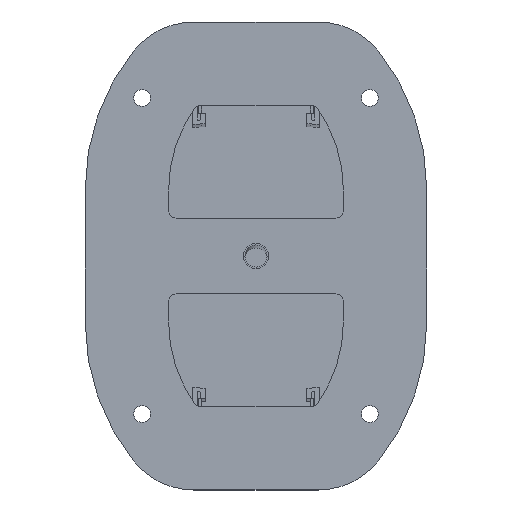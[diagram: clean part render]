
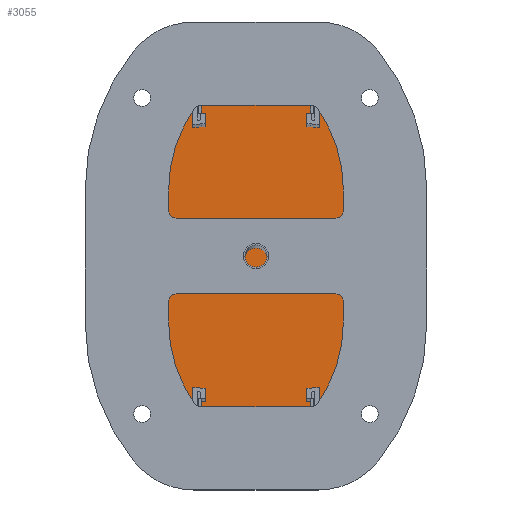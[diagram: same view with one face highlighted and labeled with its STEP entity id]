
A CAD part, top view. The second image highlights one B-rep face of the part: STEP entity #3055.
In plain terms, the highlighted planar face has unit normal (0, 0, 1).
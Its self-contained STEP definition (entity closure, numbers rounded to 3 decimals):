
#121 = DIRECTION ( 'NONE',  ( -1., 0., 0. ) ) ;
#125 = DIRECTION ( 'NONE',  ( 0., 0., 1. ) ) ;
#132 = CARTESIAN_POINT ( 'NONE',  ( -62., -24.595, 3. ) ) ;
#218 = LINE ( 'NONE', #647, #1137 ) ;
#221 = ORIENTED_EDGE ( 'NONE', *, *, #3172, .T. ) ;
#228 = EDGE_CURVE ( 'NONE', #3507, #1028, #3203, .T. ) ;
#338 = VERTEX_POINT ( 'NONE', #2460 ) ;
#359 = VERTEX_POINT ( 'NONE', #3260 ) ;
#441 = DIRECTION ( 'NONE',  ( -1., 0., 0. ) ) ;
#548 = CARTESIAN_POINT ( 'NONE',  ( -26.5, 40.25, 3. ) ) ;
#552 = EDGE_CURVE ( 'NONE', #1028, #1381, #218, .T. ) ;
#602 = ORIENTED_EDGE ( 'NONE', *, *, #3555, .T. ) ;
#647 = CARTESIAN_POINT ( 'NONE',  ( -65.25, 24.595, 3. ) ) ;
#658 = DIRECTION ( 'NONE',  ( 0., -1., 0. ) ) ;
#711 = CARTESIAN_POINT ( 'NONE',  ( -26.5, -40.25, 3. ) ) ;
#722 = ORIENTED_EDGE ( 'NONE', *, *, #4668, .T. ) ;
#734 = EDGE_CURVE ( 'NONE', #1381, #1863, #1321, .T. ) ;
#864 = VERTEX_POINT ( 'NONE', #2300 ) ;
#888 = CARTESIAN_POINT ( 'NONE',  ( 26.5, -20., 3. ) ) ;
#1028 = VERTEX_POINT ( 'NONE', #4002 ) ;
#1099 = DIRECTION ( 'NONE',  ( 0., 0., 1. ) ) ;
#1128 = VERTEX_POINT ( 'NONE', #4395 ) ;
#1137 = VECTOR ( 'NONE', #658, 1000. ) ;
#1171 = VECTOR ( 'NONE', #4710, 1000. ) ;
#1203 = VECTOR ( 'NONE', #441, 1000. ) ;
#1244 = DIRECTION ( 'NONE',  ( 0., 0., -1. ) ) ;
#1247 = DIRECTION ( 'NONE',  ( 0., 0., 1. ) ) ;
#1290 = CARTESIAN_POINT ( 'NONE',  ( 26.5, 20., 3. ) ) ;
#1321 = CIRCLE ( 'NONE', #3884, 3.25 ) ;
#1338 = LINE ( 'NONE', #711, #1171 ) ;
#1381 = VERTEX_POINT ( 'NONE', #2085 ) ;
#1386 = EDGE_CURVE ( 'NONE', #1478, #338, #2617, .T. ) ;
#1478 = VERTEX_POINT ( 'NONE', #4257 ) ;
#1575 = AXIS2_PLACEMENT_3D ( 'NONE', #1694, #3036, #3030 ) ;
#1636 = PLANE ( 'NONE',  #4330 ) ;
#1644 = ORIENTED_EDGE ( 'NONE', *, *, #4545, .T. ) ;
#1673 = DIRECTION ( 'NONE',  ( 1., 0., 0. ) ) ;
#1694 = CARTESIAN_POINT ( 'NONE',  ( -62., 24.595, 3. ) ) ;
#1863 = VERTEX_POINT ( 'NONE', #2520 ) ;
#1935 = DIRECTION ( 'NONE',  ( 0., 1., 0. ) ) ;
#1938 = CIRCLE ( 'NONE', #2500, 3.25 ) ;
#2060 = VERTEX_POINT ( 'NONE', #3333 ) ;
#2085 = CARTESIAN_POINT ( 'NONE',  ( -65.25, -24.595, 3. ) ) ;
#2104 = DIRECTION ( 'NONE',  ( 0., 0., 1. ) ) ;
#2144 = LINE ( 'NONE', #3723, #4630 ) ;
#2300 = CARTESIAN_POINT ( 'NONE',  ( 65.25, 24.595, 3. ) ) ;
#2349 = CARTESIAN_POINT ( 'NONE',  ( 62., -24.595, 3. ) ) ;
#2460 = CARTESIAN_POINT ( 'NONE',  ( 64.024, -27.138, 3. ) ) ;
#2500 = AXIS2_PLACEMENT_3D ( 'NONE', #2349, #3756, #3883 ) ;
#2505 = EDGE_LOOP ( 'NONE', ( #3718, #722, #221, #3267, #3886, #4073, #1644, #602, #3239, #4397, #3019, #2631 ) ) ;
#2520 = CARTESIAN_POINT ( 'NONE',  ( -64.024, -27.138, 3. ) ) ;
#2526 = CIRCLE ( 'NONE', #4696, 60.25 ) ;
#2540 = CIRCLE ( 'NONE', #3133, 3.25 ) ;
#2617 = CIRCLE ( 'NONE', #3368, 60.25 ) ;
#2631 = ORIENTED_EDGE ( 'NONE', *, *, #3751, .T. ) ;
#2704 = AXIS2_PLACEMENT_3D ( 'NONE', #4692, #4676, #4664 ) ;
#2839 = DIRECTION ( 'NONE',  ( -1., 0., 0. ) ) ;
#3019 = ORIENTED_EDGE ( 'NONE', *, *, #4090, .T. ) ;
#3030 = DIRECTION ( 'NONE',  ( 1., 0., 0. ) ) ;
#3036 = DIRECTION ( 'NONE',  ( 0., 0., 1. ) ) ;
#3055 = ADVANCED_FACE ( 'NONE', ( #4022 ), #1636, .F. ) ;
#3133 = AXIS2_PLACEMENT_3D ( 'NONE', #3520, #1247, #3860 ) ;
#3172 = EDGE_CURVE ( 'NONE', #359, #3507, #3961, .T. ) ;
#3203 = CIRCLE ( 'NONE', #1575, 3.25 ) ;
#3239 = ORIENTED_EDGE ( 'NONE', *, *, #1386, .T. ) ;
#3260 = CARTESIAN_POINT ( 'NONE',  ( -26.5, 40.25, 3. ) ) ;
#3267 = ORIENTED_EDGE ( 'NONE', *, *, #228, .T. ) ;
#3333 = CARTESIAN_POINT ( 'NONE',  ( -26.5, -40.25, 3. ) ) ;
#3355 = CARTESIAN_POINT ( 'NONE',  ( -64.024, 27.138, 3. ) ) ;
#3368 = AXIS2_PLACEMENT_3D ( 'NONE', #1290, #3890, #1673 ) ;
#3391 = EDGE_CURVE ( 'NONE', #3534, #1128, #2526, .T. ) ;
#3392 = CARTESIAN_POINT ( 'NONE',  ( -26.5, -20., 3. ) ) ;
#3501 = CIRCLE ( 'NONE', #2704, 60.25 ) ;
#3507 = VERTEX_POINT ( 'NONE', #3355 ) ;
#3520 = CARTESIAN_POINT ( 'NONE',  ( 62., 24.595, 3. ) ) ;
#3534 = VERTEX_POINT ( 'NONE', #4044 ) ;
#3555 = EDGE_CURVE ( 'NONE', #2060, #1478, #1338, .T. ) ;
#3717 = DIRECTION ( 'NONE',  ( 1., 0., 0. ) ) ;
#3718 = ORIENTED_EDGE ( 'NONE', *, *, #3391, .T. ) ;
#3723 = CARTESIAN_POINT ( 'NONE',  ( 65.25, 24.595, 3. ) ) ;
#3751 = EDGE_CURVE ( 'NONE', #864, #3534, #2540, .T. ) ;
#3756 = DIRECTION ( 'NONE',  ( 0., 0., 1. ) ) ;
#3833 = EDGE_CURVE ( 'NONE', #338, #4635, #1938, .T. ) ;
#3860 = DIRECTION ( 'NONE',  ( -1., 0., 0. ) ) ;
#3883 = DIRECTION ( 'NONE',  ( 1., 0., 0. ) ) ;
#3884 = AXIS2_PLACEMENT_3D ( 'NONE', #132, #125, #121 ) ;
#3886 = ORIENTED_EDGE ( 'NONE', *, *, #552, .T. ) ;
#3890 = DIRECTION ( 'NONE',  ( 0., 0., 1. ) ) ;
#3961 = CIRCLE ( 'NONE', #4089, 60.25 ) ;
#4002 = CARTESIAN_POINT ( 'NONE',  ( -65.25, 24.595, 3. ) ) ;
#4022 = FACE_OUTER_BOUND ( 'NONE', #2505, .T. ) ;
#4044 = CARTESIAN_POINT ( 'NONE',  ( 64.024, 27.138, 3. ) ) ;
#4073 = ORIENTED_EDGE ( 'NONE', *, *, #734, .T. ) ;
#4089 = AXIS2_PLACEMENT_3D ( 'NONE', #3392, #1099, #3717 ) ;
#4090 = EDGE_CURVE ( 'NONE', #4635, #864, #2144, .T. ) ;
#4219 = CARTESIAN_POINT ( 'NONE',  ( 26.5, -20., 3. ) ) ;
#4257 = CARTESIAN_POINT ( 'NONE',  ( 26.5, -40.25, 3. ) ) ;
#4330 = AXIS2_PLACEMENT_3D ( 'NONE', #888, #1244, #2839 ) ;
#4384 = CARTESIAN_POINT ( 'NONE',  ( 65.25, -24.595, 3. ) ) ;
#4395 = CARTESIAN_POINT ( 'NONE',  ( 26.5, 40.25, 3. ) ) ;
#4397 = ORIENTED_EDGE ( 'NONE', *, *, #3833, .T. ) ;
#4545 = EDGE_CURVE ( 'NONE', #1863, #2060, #3501, .T. ) ;
#4552 = DIRECTION ( 'NONE',  ( -1., 0., 0. ) ) ;
#4630 = VECTOR ( 'NONE', #1935, 1000. ) ;
#4635 = VERTEX_POINT ( 'NONE', #4384 ) ;
#4664 = DIRECTION ( 'NONE',  ( -1., 0., 0. ) ) ;
#4668 = EDGE_CURVE ( 'NONE', #1128, #359, #4741, .T. ) ;
#4676 = DIRECTION ( 'NONE',  ( 0., 0., 1. ) ) ;
#4692 = CARTESIAN_POINT ( 'NONE',  ( -26.5, 20., 3. ) ) ;
#4696 = AXIS2_PLACEMENT_3D ( 'NONE', #4219, #2104, #4552 ) ;
#4710 = DIRECTION ( 'NONE',  ( 1., 0., 0. ) ) ;
#4741 = LINE ( 'NONE', #548, #1203 ) ;
